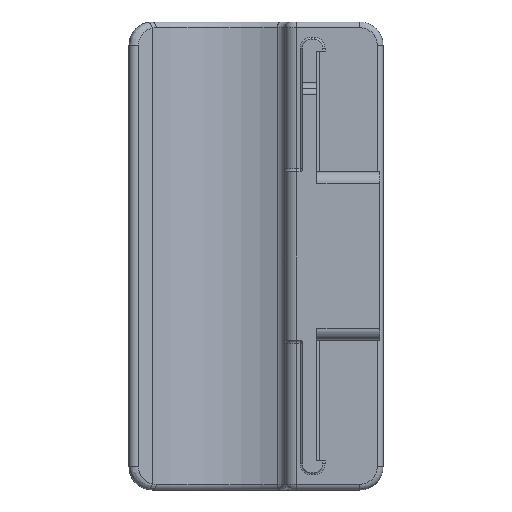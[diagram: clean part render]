
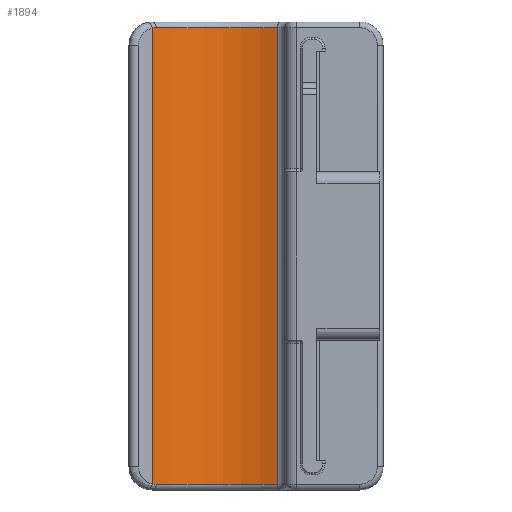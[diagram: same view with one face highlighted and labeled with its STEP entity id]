
A CAD part, left-side view. The second image highlights one B-rep face of the part: STEP entity #1894.
In plain terms, the highlighted cylindrical face has radius 10 mm (diameter 20 mm), a partial arc.
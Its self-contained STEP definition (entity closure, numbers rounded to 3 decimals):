
#106=LINE('',#3249,#239);
#180=LINE('',#3757,#313);
#239=VECTOR('',#2312,10.);
#313=VECTOR('',#2652,10.);
#380=CYLINDRICAL_SURFACE('',#2134,10.);
#485=FACE_OUTER_BOUND('',#600,.T.);
#600=EDGE_LOOP('',(#1717,#1718,#1719,#1720,#1721,#1722));
#616=B_SPLINE_CURVE_WITH_KNOTS('',3,(#2960,#2961,#2962,#2963),
 .UNSPECIFIED.,.F.,.F.,(4,4),(-1.187,-1.137),
 .UNSPECIFIED.);
#622=B_SPLINE_CURVE_WITH_KNOTS('',3,(#3121,#3122,#3123,#3124),
 .UNSPECIFIED.,.F.,.F.,(4,4),(0.,0.05),
 .UNSPECIFIED.);
#639=CIRCLE('',#1933,10.);
#667=CIRCLE('',#1971,10.);
#772=VERTEX_POINT('',#2927);
#775=VERTEX_POINT('',#2932);
#776=VERTEX_POINT('',#2959);
#805=VERTEX_POINT('',#3081);
#807=VERTEX_POINT('',#3087);
#809=VERTEX_POINT('',#3120);
#949=EDGE_CURVE('',#775,#772,#639,.T.);
#950=EDGE_CURVE('',#776,#775,#616,.T.);
#996=EDGE_CURVE('',#805,#807,#667,.T.);
#998=EDGE_CURVE('',#807,#809,#622,.T.);
#1027=EDGE_CURVE('',#776,#809,#106,.T.);
#1185=EDGE_CURVE('',#772,#805,#180,.T.);
#1717=ORIENTED_EDGE('',*,*,#996,.F.);
#1718=ORIENTED_EDGE('',*,*,#1185,.F.);
#1719=ORIENTED_EDGE('',*,*,#949,.F.);
#1720=ORIENTED_EDGE('',*,*,#950,.F.);
#1721=ORIENTED_EDGE('',*,*,#1027,.T.);
#1722=ORIENTED_EDGE('',*,*,#998,.F.);
#1894=ADVANCED_FACE('',(#485),#380,.F.);
#1933=AXIS2_PLACEMENT_3D('',#2934,#2177,#2178);
#1971=AXIS2_PLACEMENT_3D('',#3091,#2267,#2268);
#2134=AXIS2_PLACEMENT_3D('',#3797,#2700,#2701);
#2177=DIRECTION('center_axis',(0.,0.,-1.));
#2178=DIRECTION('ref_axis',(0.978,0.209,0.));
#2267=DIRECTION('center_axis',(0.,0.,1.));
#2268=DIRECTION('ref_axis',(0.978,0.209,0.));
#2312=DIRECTION('',(0.,0.,-1.));
#2652=DIRECTION('',(0.,0.,-1.));
#2700=DIRECTION('center_axis',(0.,0.,-1.));
#2701=DIRECTION('ref_axis',(0.903,0.43,0.));
#2927=CARTESIAN_POINT('',(87.375,-3.417,43.732));
#2932=CARTESIAN_POINT('',(85.396,7.057,43.732));
#2934=CARTESIAN_POINT('Origin',(78.071,0.249,43.732));
#2959=CARTESIAN_POINT('',(85.064,7.397,43.688));
#2960=CARTESIAN_POINT('Ctrl Pts',(85.064,7.397,43.688));
#2961=CARTESIAN_POINT('Ctrl Pts',(85.177,7.287,43.717));
#2962=CARTESIAN_POINT('Ctrl Pts',(85.288,7.173,43.732));
#2963=CARTESIAN_POINT('Ctrl Pts',(85.396,7.057,43.732));
#3081=CARTESIAN_POINT('',(87.375,-3.417,4.4));
#3087=CARTESIAN_POINT('',(85.396,7.057,4.4));
#3091=CARTESIAN_POINT('Origin',(78.071,0.249,4.4));
#3120=CARTESIAN_POINT('',(85.064,7.397,4.443));
#3121=CARTESIAN_POINT('Ctrl Pts',(85.396,7.057,4.4));
#3122=CARTESIAN_POINT('Ctrl Pts',(85.288,7.173,4.4));
#3123=CARTESIAN_POINT('Ctrl Pts',(85.177,7.287,4.415));
#3124=CARTESIAN_POINT('Ctrl Pts',(85.064,7.397,4.443));
#3249=CARTESIAN_POINT('',(85.064,7.397,3.9));
#3757=CARTESIAN_POINT('',(87.375,-3.417,3.9));
#3797=CARTESIAN_POINT('Origin',(78.071,0.249,3.9));
